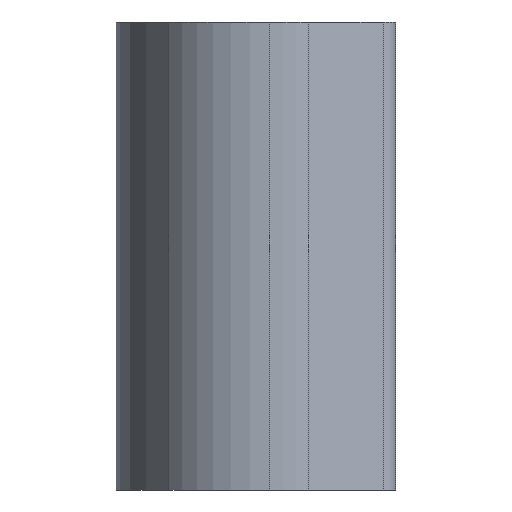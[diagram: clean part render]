
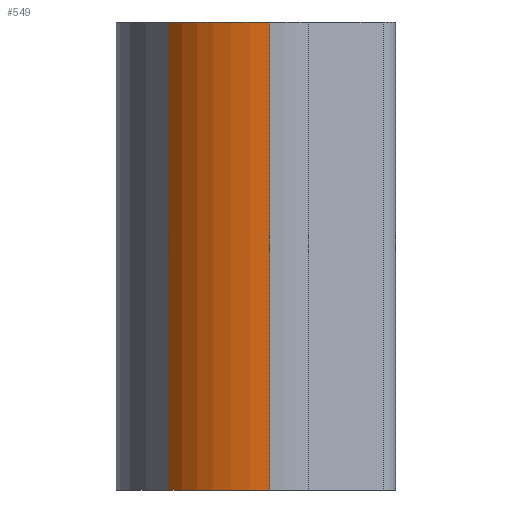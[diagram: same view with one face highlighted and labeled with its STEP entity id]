
A CAD part, left-side view. The second image highlights one B-rep face of the part: STEP entity #549.
In plain terms, the highlighted cylindrical face has radius 3.089 mm (diameter 6.178 mm), a partial arc.
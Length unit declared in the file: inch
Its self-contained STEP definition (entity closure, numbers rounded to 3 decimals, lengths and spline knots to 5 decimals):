
#16 = EDGE_CURVE ( 'NONE', #840, #105, #484, .T. ) ;
#32 = CARTESIAN_POINT ( 'NONE',  ( -0.40073, 0.86521, 0.45 ) ) ;
#94 = DIRECTION ( 'NONE',  ( 0., 0., 1. ) ) ;
#105 = VERTEX_POINT ( 'NONE', #320 ) ;
#207 = ORIENTED_EDGE ( 'NONE', *, *, #521, .F. ) ;
#245 = VERTEX_POINT ( 'NONE', #748 ) ;
#254 = VERTEX_POINT ( 'NONE', #617 ) ;
#255 = EDGE_CURVE ( 'NONE', #245, #254, #885, .T. ) ;
#318 = DIRECTION ( 'NONE',  ( 0., 0., -1. ) ) ;
#320 = CARTESIAN_POINT ( 'NONE',  ( -0.35242, 0.96225, 0. ) ) ;
#359 = CYLINDRICAL_SURFACE ( 'NONE', #920, 0.12161 ) ;
#431 = VECTOR ( 'NONE', #692, 39.37008 ) ;
#434 = AXIS2_PLACEMENT_3D ( 'NONE', #890, #94, #774 ) ;
#441 = DIRECTION ( 'NONE',  ( -1., 0., 0. ) ) ;
#456 = AXIS2_PLACEMENT_3D ( 'NONE', #1013, #1030, #1031 ) ;
#480 = CARTESIAN_POINT ( 'NONE',  ( -0.35242, 0.96225, 0.45 ) ) ;
#484 = LINE ( 'NONE', #480, #778 ) ;
#519 = ORIENTED_EDGE ( 'NONE', *, *, #16, .T. ) ;
#521 = EDGE_CURVE ( 'NONE', #840, #245, #588, .T. ) ;
#549 = ADVANCED_FACE ( 'NONE', ( #660 ), #359, .T. ) ;
#583 = DIRECTION ( 'NONE',  ( 0., 0., -1. ) ) ;
#588 = CIRCLE ( 'NONE', #434, 0.12161 ) ;
#617 = CARTESIAN_POINT ( 'NONE',  ( -0.40073, 0.86521, 0. ) ) ;
#660 = FACE_OUTER_BOUND ( 'NONE', #1011, .T. ) ;
#674 = EDGE_CURVE ( 'NONE', #105, #254, #1016, .T. ) ;
#692 = DIRECTION ( 'NONE',  ( 0., 0., -1. ) ) ;
#746 = CARTESIAN_POINT ( 'NONE',  ( -0.35242, 0.96225, 0.45 ) ) ;
#748 = CARTESIAN_POINT ( 'NONE',  ( -0.40073, 0.86521, 0.45 ) ) ;
#774 = DIRECTION ( 'NONE',  ( -1., 0., 0. ) ) ;
#778 = VECTOR ( 'NONE', #318, 39.37008 ) ;
#840 = VERTEX_POINT ( 'NONE', #746 ) ;
#863 = CARTESIAN_POINT ( 'NONE',  ( -0.27911, 0.86521, 0.45 ) ) ;
#885 = LINE ( 'NONE', #32, #431 ) ;
#890 = CARTESIAN_POINT ( 'NONE',  ( -0.27911, 0.86521, 0.45 ) ) ;
#920 = AXIS2_PLACEMENT_3D ( 'NONE', #863, #583, #441 ) ;
#988 = ORIENTED_EDGE ( 'NONE', *, *, #255, .F. ) ;
#1011 = EDGE_LOOP ( 'NONE', ( #988, #207, #519, #1014 ) ) ;
#1013 = CARTESIAN_POINT ( 'NONE',  ( -0.27911, 0.86521, 0. ) ) ;
#1014 = ORIENTED_EDGE ( 'NONE', *, *, #674, .T. ) ;
#1016 = CIRCLE ( 'NONE', #456, 0.12161 ) ;
#1030 = DIRECTION ( 'NONE',  ( 0., 0., 1. ) ) ;
#1031 = DIRECTION ( 'NONE',  ( -1., 0., 0. ) ) ;
